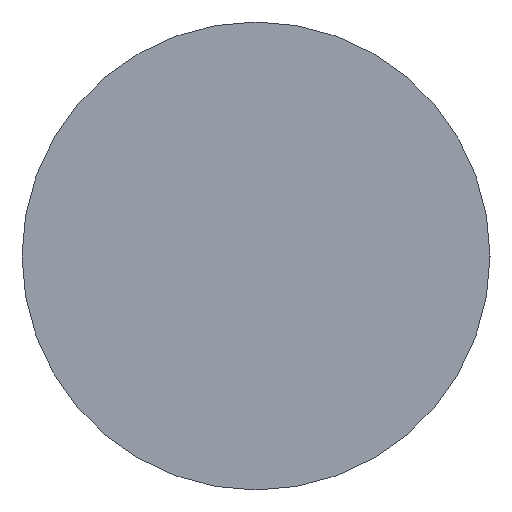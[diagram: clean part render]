
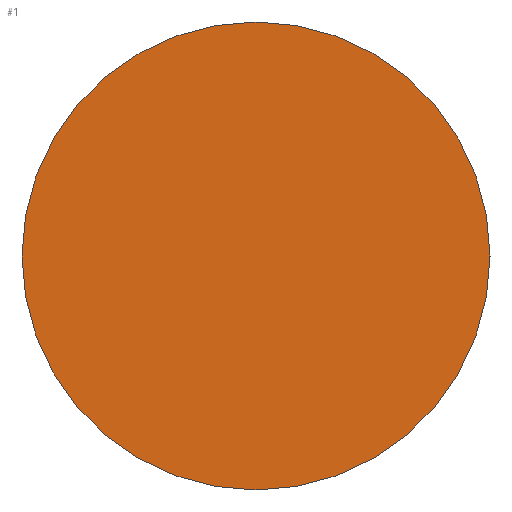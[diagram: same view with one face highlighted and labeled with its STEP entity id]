
A CAD part, left-side view. The second image highlights one B-rep face of the part: STEP entity #1.
In plain terms, the highlighted planar face has unit normal (-1, 0, 0).
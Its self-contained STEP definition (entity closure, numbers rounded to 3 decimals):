
#1 = ADVANCED_FACE ( 'NONE', ( #136 ), #141, .F. ) ;
#3 = DIRECTION ( 'NONE',  ( 0., 0., 1. ) ) ;
#9 = CIRCLE ( 'NONE', #114, 12.5 ) ;
#11 = EDGE_CURVE ( 'NONE', #26, #12, #9, .T. ) ;
#12 = VERTEX_POINT ( 'NONE', #31 ) ;
#15 = DIRECTION ( 'NONE',  ( -1., 0., 0. ) ) ;
#26 = VERTEX_POINT ( 'NONE', #45 ) ;
#28 = CARTESIAN_POINT ( 'NONE',  ( 115.093, 69.378, 0. ) ) ;
#31 = CARTESIAN_POINT ( 'NONE',  ( 115.093, 69.378, 12.5 ) ) ;
#45 = CARTESIAN_POINT ( 'NONE',  ( 115.093, 69.378, -12.5 ) ) ;
#59 = DIRECTION ( 'NONE',  ( 0., 0., -1. ) ) ;
#63 = CARTESIAN_POINT ( 'NONE',  ( 115.093, 69.378, 0. ) ) ;
#70 = EDGE_LOOP ( 'NONE', ( #171, #181 ) ) ;
#79 = DIRECTION ( 'NONE',  ( 1., 0., 0. ) ) ;
#80 = DIRECTION ( 'NONE',  ( -1., 0., 0. ) ) ;
#109 = CIRCLE ( 'NONE', #139, 12.5 ) ;
#114 = AXIS2_PLACEMENT_3D ( 'NONE', #28, #15, #3 ) ;
#131 = AXIS2_PLACEMENT_3D ( 'NONE', #154, #79, #59 ) ;
#136 = FACE_OUTER_BOUND ( 'NONE', #70, .T. ) ;
#137 = EDGE_CURVE ( 'NONE', #12, #26, #109, .T. ) ;
#139 = AXIS2_PLACEMENT_3D ( 'NONE', #63, #80, #175 ) ;
#141 = PLANE ( 'NONE',  #131 ) ;
#154 = CARTESIAN_POINT ( 'NONE',  ( 115.093, 69.378, 0. ) ) ;
#171 = ORIENTED_EDGE ( 'NONE', *, *, #137, .T. ) ;
#175 = DIRECTION ( 'NONE',  ( 0., 0., 1. ) ) ;
#181 = ORIENTED_EDGE ( 'NONE', *, *, #11, .T. ) ;
